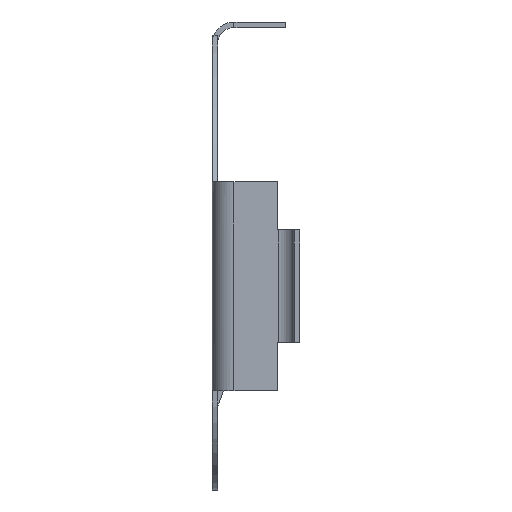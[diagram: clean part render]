
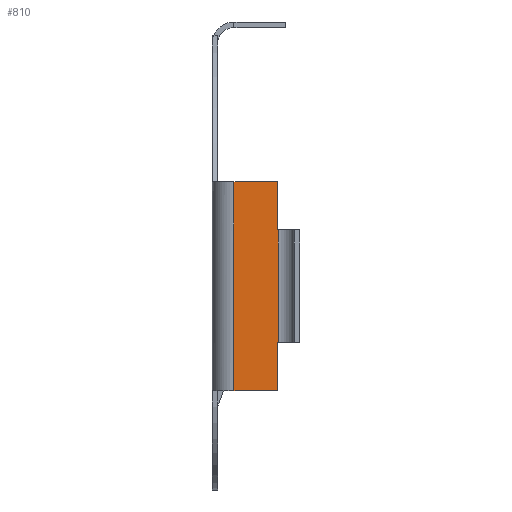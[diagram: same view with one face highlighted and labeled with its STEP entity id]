
A CAD part, left-side view. The second image highlights one B-rep face of the part: STEP entity #810.
In plain terms, the highlighted planar face has unit normal (-1, 0, 0).
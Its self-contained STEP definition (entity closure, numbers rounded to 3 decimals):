
#15 = VERTEX_POINT ( 'NONE', #33 ) ;
#18 = CARTESIAN_POINT ( 'NONE',  ( -11.925, -2.96, 4.71 ) ) ;
#33 = CARTESIAN_POINT ( 'NONE',  ( -11.925, -2.96, 4.71 ) ) ;
#87 = VERTEX_POINT ( 'NONE', #3169 ) ;
#121 = VERTEX_POINT ( 'NONE', #603 ) ;
#144 = CARTESIAN_POINT ( 'NONE',  ( -11.925, -0.987, -4.71 ) ) ;
#230 = EDGE_CURVE ( 'NONE', #121, #15, #1391, .T. ) ;
#236 = CARTESIAN_POINT ( 'NONE',  ( -11.925, -2.96, -2.54 ) ) ;
#301 = DIRECTION ( 'NONE',  ( 0., -1., 0. ) ) ;
#405 = EDGE_CURVE ( 'NONE', #1599, #87, #2225, .T. ) ;
#485 = DIRECTION ( 'NONE',  ( 0., 1., 0. ) ) ;
#513 = ORIENTED_EDGE ( 'NONE', *, *, #230, .F. ) ;
#543 = VERTEX_POINT ( 'NONE', #2827 ) ;
#577 = EDGE_CURVE ( 'NONE', #543, #2869, #1663, .T. ) ;
#603 = CARTESIAN_POINT ( 'NONE',  ( -11.925, -0.987, 4.71 ) ) ;
#619 = EDGE_CURVE ( 'NONE', #2690, #543, #1552, .T. ) ;
#743 = DIRECTION ( 'NONE',  ( 0., 0., -1. ) ) ;
#747 = CARTESIAN_POINT ( 'NONE',  ( -11.925, -2.973, 2.54 ) ) ;
#774 = VECTOR ( 'NONE', #3043, 1000. ) ;
#780 = ORIENTED_EDGE ( 'NONE', *, *, #1469, .T. ) ;
#810 = ADVANCED_FACE ( 'NONE', ( #883 ), #2441, .T. ) ;
#835 = DIRECTION ( 'NONE',  ( 0., 1., 0. ) ) ;
#859 = LINE ( 'NONE', #3139, #2281 ) ;
#883 = FACE_OUTER_BOUND ( 'NONE', #2079, .T. ) ;
#1055 = VECTOR ( 'NONE', #835, 1000. ) ;
#1091 = ORIENTED_EDGE ( 'NONE', *, *, #2539, .F. ) ;
#1208 = DIRECTION ( 'NONE',  ( -1., 0., 0. ) ) ;
#1264 = AXIS2_PLACEMENT_3D ( 'NONE', #3000, #1208, #2179 ) ;
#1270 = LINE ( 'NONE', #3051, #3305 ) ;
#1279 = ORIENTED_EDGE ( 'NONE', *, *, #1523, .F. ) ;
#1372 = CARTESIAN_POINT ( 'NONE',  ( -11.925, -2.973, -2.54 ) ) ;
#1391 = LINE ( 'NONE', #18, #2308 ) ;
#1469 = EDGE_CURVE ( 'NONE', #121, #2869, #2424, .T. ) ;
#1523 = EDGE_CURVE ( 'NONE', #15, #87, #1270, .T. ) ;
#1552 = LINE ( 'NONE', #2570, #2097 ) ;
#1599 = VERTEX_POINT ( 'NONE', #747 ) ;
#1663 = LINE ( 'NONE', #2902, #1701 ) ;
#1701 = VECTOR ( 'NONE', #485, 1000. ) ;
#1746 = CARTESIAN_POINT ( 'NONE',  ( -11.925, -2.973, 2.54 ) ) ;
#1825 = DIRECTION ( 'NONE',  ( 0., 0., -1. ) ) ;
#2079 = EDGE_LOOP ( 'NONE', ( #513, #780, #2111, #2741, #3167, #1091, #2131, #1279 ) ) ;
#2097 = VECTOR ( 'NONE', #743, 1000. ) ;
#2111 = ORIENTED_EDGE ( 'NONE', *, *, #577, .F. ) ;
#2131 = ORIENTED_EDGE ( 'NONE', *, *, #405, .T. ) ;
#2179 = DIRECTION ( 'NONE',  ( 0., -1., 0. ) ) ;
#2225 = LINE ( 'NONE', #1746, #2633 ) ;
#2281 = VECTOR ( 'NONE', #1825, 1000. ) ;
#2308 = VECTOR ( 'NONE', #301, 1000. ) ;
#2374 = CARTESIAN_POINT ( 'NONE',  ( -11.925, -2.973, -2.54 ) ) ;
#2424 = LINE ( 'NONE', #2764, #774 ) ;
#2441 = PLANE ( 'NONE',  #1264 ) ;
#2539 = EDGE_CURVE ( 'NONE', #1599, #2545, #859, .T. ) ;
#2545 = VERTEX_POINT ( 'NONE', #1372 ) ;
#2570 = CARTESIAN_POINT ( 'NONE',  ( -11.925, -2.96, -4.71 ) ) ;
#2633 = VECTOR ( 'NONE', #2772, 1000. ) ;
#2690 = VERTEX_POINT ( 'NONE', #236 ) ;
#2727 = EDGE_CURVE ( 'NONE', #2545, #2690, #3314, .T. ) ;
#2741 = ORIENTED_EDGE ( 'NONE', *, *, #619, .F. ) ;
#2764 = CARTESIAN_POINT ( 'NONE',  ( -11.925, -0.987, 0. ) ) ;
#2772 = DIRECTION ( 'NONE',  ( 0., 1., 0. ) ) ;
#2827 = CARTESIAN_POINT ( 'NONE',  ( -11.925, -2.96, -4.71 ) ) ;
#2869 = VERTEX_POINT ( 'NONE', #144 ) ;
#2902 = CARTESIAN_POINT ( 'NONE',  ( -11.925, -0.25, -4.71 ) ) ;
#3000 = CARTESIAN_POINT ( 'NONE',  ( -11.925, 0., 0. ) ) ;
#3043 = DIRECTION ( 'NONE',  ( 0., 0., -1. ) ) ;
#3051 = CARTESIAN_POINT ( 'NONE',  ( -11.925, -2.96, -4.71 ) ) ;
#3139 = CARTESIAN_POINT ( 'NONE',  ( -11.925, -2.973, 2.54 ) ) ;
#3167 = ORIENTED_EDGE ( 'NONE', *, *, #2727, .F. ) ;
#3169 = CARTESIAN_POINT ( 'NONE',  ( -11.925, -2.96, 2.54 ) ) ;
#3305 = VECTOR ( 'NONE', #3323, 1000. ) ;
#3314 = LINE ( 'NONE', #2374, #1055 ) ;
#3323 = DIRECTION ( 'NONE',  ( 0., 0., -1. ) ) ;
